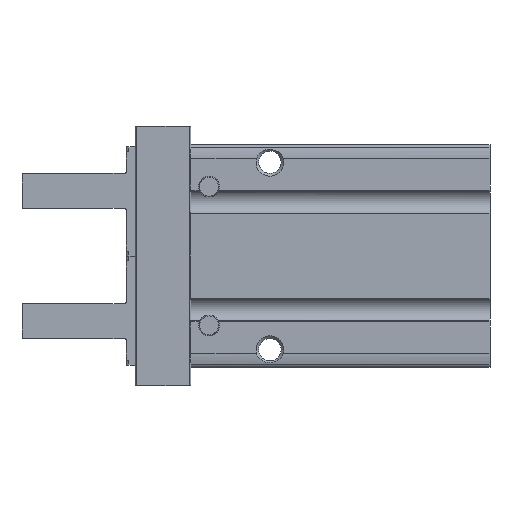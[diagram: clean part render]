
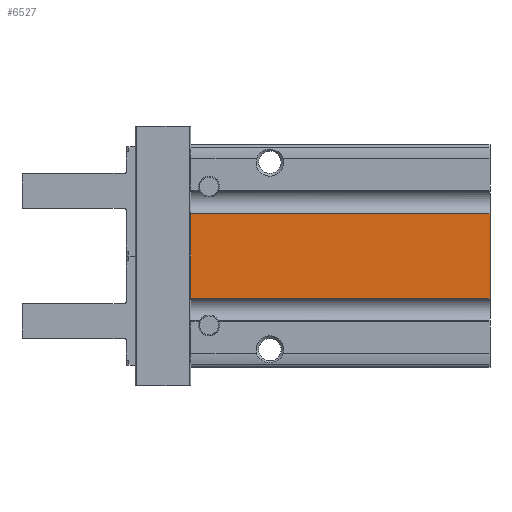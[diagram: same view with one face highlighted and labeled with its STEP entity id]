
A CAD part, left-side view. The second image highlights one B-rep face of the part: STEP entity #6527.
In plain terms, the highlighted face is planar.
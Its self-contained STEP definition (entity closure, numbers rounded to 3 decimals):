
#424=LINE('',#10321,#998);
#430=LINE('',#10343,#1004);
#432=LINE('',#10349,#1006);
#433=LINE('',#10350,#1007);
#998=VECTOR('',#8059,1000.);
#1004=VECTOR('',#8079,1000.);
#1006=VECTOR('',#8085,1000.);
#1007=VECTOR('',#8086,1000.);
#1797=ORIENTED_EDGE('',*,*,#3620,.T.);
#1798=ORIENTED_EDGE('',*,*,#3606,.T.);
#1799=ORIENTED_EDGE('',*,*,#3621,.F.);
#1800=ORIENTED_EDGE('',*,*,#3617,.F.);
#3606=EDGE_CURVE('',#4506,#4505,#424,.T.);
#3617=EDGE_CURVE('',#4514,#4515,#430,.T.);
#3620=EDGE_CURVE('',#4514,#4506,#432,.T.);
#3621=EDGE_CURVE('',#4515,#4505,#433,.T.);
#4505=VERTEX_POINT('',#10320);
#4506=VERTEX_POINT('',#10322);
#4514=VERTEX_POINT('',#10342);
#4515=VERTEX_POINT('',#10344);
#5334=EDGE_LOOP('',(#1797,#1798,#1799,#1800));
#5830=FACE_BOUND('',#5334,.T.);
#6277=PLANE('',#7058);
#6527=ADVANCED_FACE('',(#5830),#6277,.F.);
#7058=AXIS2_PLACEMENT_3D('',#10348,#8083,#8084);
#8059=DIRECTION('',(1.,0.,0.));
#8079=DIRECTION('',(1.,0.,0.));
#8083=DIRECTION('',(0.,0.,-1.));
#8084=DIRECTION('',(-1.,0.,0.));
#8085=DIRECTION('',(0.,-1.,0.));
#8086=DIRECTION('',(0.,-1.,0.));
#10320=CARTESIAN_POINT('',(6.1,0.,10.));
#10321=CARTESIAN_POINT('',(-14.,0.,10.));
#10322=CARTESIAN_POINT('',(-6.1,0.,10.));
#10342=CARTESIAN_POINT('',(-6.1,43.1,10.));
#10343=CARTESIAN_POINT('',(-14.,43.1,10.));
#10344=CARTESIAN_POINT('',(6.1,43.1,10.));
#10348=CARTESIAN_POINT('',(-14.,43.1,10.));
#10349=CARTESIAN_POINT('',(-6.1,43.1,10.));
#10350=CARTESIAN_POINT('',(6.1,43.1,10.));
